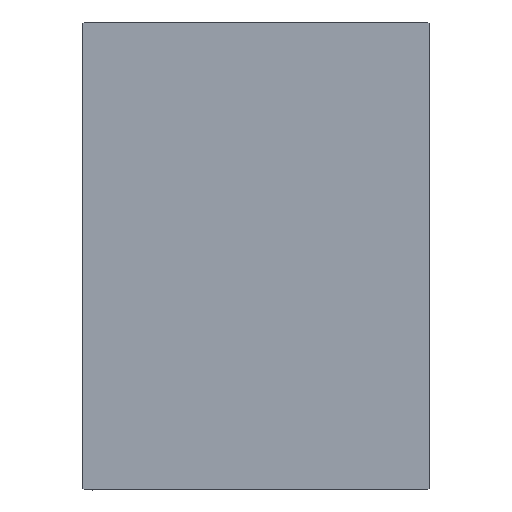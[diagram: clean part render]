
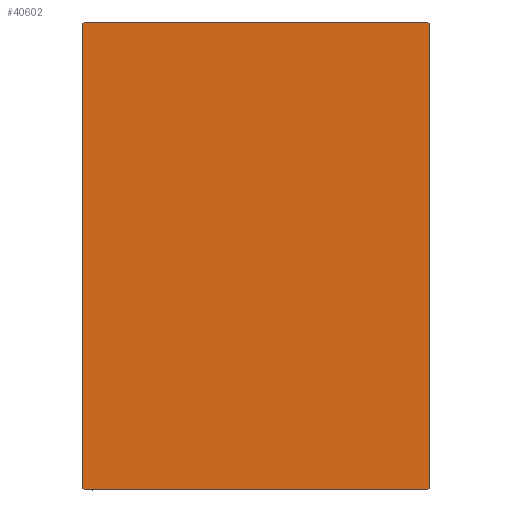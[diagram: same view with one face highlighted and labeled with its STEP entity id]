
A CAD part, left-side view. The second image highlights one B-rep face of the part: STEP entity #40602.
In plain terms, the highlighted face is planar.
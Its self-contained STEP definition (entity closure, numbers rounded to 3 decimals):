
#608 = DIRECTION ( 'NONE',  ( 0., 0.707, -0.707 ) ) ;
#2490 = ORIENTED_EDGE ( 'NONE', *, *, #37202, .T. ) ;
#2990 = EDGE_CURVE ( 'NONE', #28214, #10983, #36137, .T. ) ;
#3344 = CARTESIAN_POINT ( 'NONE',  ( 143., -31.5, 42.2 ) ) ;
#3411 = VERTEX_POINT ( 'NONE', #29586 ) ;
#4828 = EDGE_CURVE ( 'NONE', #27065, #39203, #27787, .T. ) ;
#4872 = DIRECTION ( 'NONE',  ( 0., 0., 1. ) ) ;
#7829 = CARTESIAN_POINT ( 'NONE',  ( 143., 31.5, 42.2 ) ) ;
#7898 = CARTESIAN_POINT ( 'NONE',  ( 143., 36.85, 36.85 ) ) ;
#7944 = ORIENTED_EDGE ( 'NONE', *, *, #31322, .T. ) ;
#8387 = EDGE_CURVE ( 'NONE', #39203, #29562, #17618, .T. ) ;
#8806 = VERTEX_POINT ( 'NONE', #40797 ) ;
#9850 = CARTESIAN_POINT ( 'NONE',  ( 143., 31.5, 42.5 ) ) ;
#9990 = CARTESIAN_POINT ( 'NONE',  ( 143., -36.85, 36.85 ) ) ;
#10142 = ORIENTED_EDGE ( 'NONE', *, *, #17065, .T. ) ;
#10983 = VERTEX_POINT ( 'NONE', #3344 ) ;
#11136 = DIRECTION ( 'NONE',  ( 0., -0.707, 0.707 ) ) ;
#11235 = CARTESIAN_POINT ( 'NONE',  ( 143., 36.85, -36.85 ) ) ;
#12730 = CARTESIAN_POINT ( 'NONE',  ( 143., -31.5, 42.5 ) ) ;
#14550 = CARTESIAN_POINT ( 'NONE',  ( 143., -31.5, -42.5 ) ) ;
#14922 = PLANE ( 'NONE',  #20954 ) ;
#16330 = LINE ( 'NONE', #9850, #38130 ) ;
#17065 = EDGE_CURVE ( 'NONE', #10983, #26960, #18992, .T. ) ;
#17618 = LINE ( 'NONE', #7898, #34641 ) ;
#18282 = EDGE_LOOP ( 'NONE', ( #7944, #36979, #30746, #30729, #2490, #37326, #10142, #27377 ) ) ;
#18323 = VECTOR ( 'NONE', #608, 1000. ) ;
#18992 = LINE ( 'NONE', #12730, #38292 ) ;
#19283 = DIRECTION ( 'NONE',  ( 0., -0.707, -0.707 ) ) ;
#19302 = EDGE_CURVE ( 'NONE', #26960, #3411, #40168, .T. ) ;
#19780 = DIRECTION ( 'NONE',  ( 0., -1., 0. ) ) ;
#20954 = AXIS2_PLACEMENT_3D ( 'NONE', #24839, #35657, #22031 ) ;
#22031 = DIRECTION ( 'NONE',  ( 0., 0., -1. ) ) ;
#24150 = VECTOR ( 'NONE', #27719, 1000. ) ;
#24297 = EDGE_CURVE ( 'NONE', #8806, #27065, #37813, .T. ) ;
#24839 = CARTESIAN_POINT ( 'NONE',  ( 143., 0., 0. ) ) ;
#26078 = CARTESIAN_POINT ( 'NONE',  ( 143., 31.5, -42.2 ) ) ;
#26960 = VERTEX_POINT ( 'NONE', #34959 ) ;
#27065 = VERTEX_POINT ( 'NONE', #26078 ) ;
#27377 = ORIENTED_EDGE ( 'NONE', *, *, #19302, .T. ) ;
#27719 = DIRECTION ( 'NONE',  ( 0., 1., 0. ) ) ;
#27787 = LINE ( 'NONE', #37938, #36731 ) ;
#28214 = VERTEX_POINT ( 'NONE', #40935 ) ;
#29562 = VERTEX_POINT ( 'NONE', #40850 ) ;
#29586 = CARTESIAN_POINT ( 'NONE',  ( 143., -31.2, -42.5 ) ) ;
#30215 = CARTESIAN_POINT ( 'NONE',  ( 143., -36.85, -36.85 ) ) ;
#30729 = ORIENTED_EDGE ( 'NONE', *, *, #8387, .T. ) ;
#30746 = ORIENTED_EDGE ( 'NONE', *, *, #4828, .T. ) ;
#30944 = LINE ( 'NONE', #14550, #24150 ) ;
#31322 = EDGE_CURVE ( 'NONE', #3411, #8806, #30944, .T. ) ;
#32396 = VECTOR ( 'NONE', #38017, 1000. ) ;
#32518 = VECTOR ( 'NONE', #19283, 1000. ) ;
#34641 = VECTOR ( 'NONE', #11136, 1000. ) ;
#34959 = CARTESIAN_POINT ( 'NONE',  ( 143., -31.5, -42.2 ) ) ;
#35657 = DIRECTION ( 'NONE',  ( 1., 0., 0. ) ) ;
#36137 = LINE ( 'NONE', #9990, #32518 ) ;
#36731 = VECTOR ( 'NONE', #4872, 1000. ) ;
#36979 = ORIENTED_EDGE ( 'NONE', *, *, #24297, .T. ) ;
#37202 = EDGE_CURVE ( 'NONE', #29562, #28214, #16330, .T. ) ;
#37326 = ORIENTED_EDGE ( 'NONE', *, *, #2990, .T. ) ;
#37813 = LINE ( 'NONE', #11235, #32396 ) ;
#37938 = CARTESIAN_POINT ( 'NONE',  ( 143., 31.5, -42.5 ) ) ;
#38017 = DIRECTION ( 'NONE',  ( 0., 0.707, 0.707 ) ) ;
#38130 = VECTOR ( 'NONE', #19780, 1000. ) ;
#38292 = VECTOR ( 'NONE', #42090, 1000. ) ;
#39203 = VERTEX_POINT ( 'NONE', #7829 ) ;
#40168 = LINE ( 'NONE', #30215, #18323 ) ;
#40602 = ADVANCED_FACE ( 'NONE', ( #42120 ), #14922, .T. ) ;
#40797 = CARTESIAN_POINT ( 'NONE',  ( 143., 31.2, -42.5 ) ) ;
#40850 = CARTESIAN_POINT ( 'NONE',  ( 143., 31.2, 42.5 ) ) ;
#40935 = CARTESIAN_POINT ( 'NONE',  ( 143., -31.2, 42.5 ) ) ;
#42090 = DIRECTION ( 'NONE',  ( 0., 0., -1. ) ) ;
#42120 = FACE_OUTER_BOUND ( 'NONE', #18282, .T. ) ;
